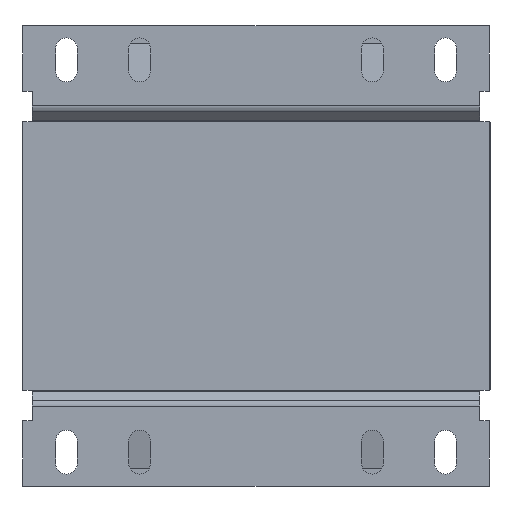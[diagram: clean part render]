
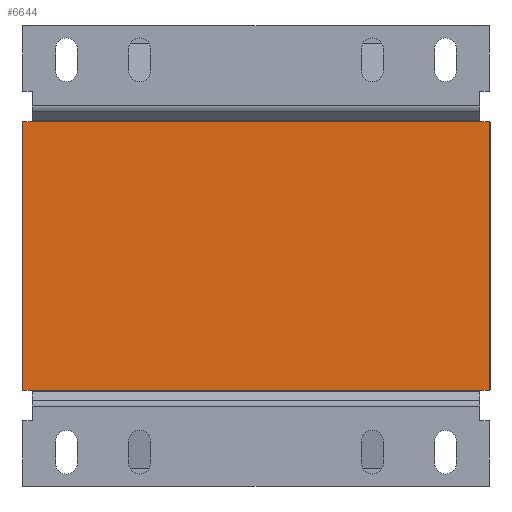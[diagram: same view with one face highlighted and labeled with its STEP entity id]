
A CAD part, front view. The second image highlights one B-rep face of the part: STEP entity #6644.
In plain terms, the highlighted planar face has unit normal (0, -1, 0).
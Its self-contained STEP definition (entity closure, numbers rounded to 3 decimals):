
#109 = VECTOR ( 'NONE', #1084, 1000. ) ;
#133 = LINE ( 'NONE', #5888, #6213 ) ;
#286 = DIRECTION ( 'NONE',  ( 1., 0., 0. ) ) ;
#639 = CARTESIAN_POINT ( 'NONE',  ( 91.75, -82.5, -55. ) ) ;
#661 = CARTESIAN_POINT ( 'NONE',  ( -91.75, -82.5, 55. ) ) ;
#766 = CARTESIAN_POINT ( 'NONE',  ( 95.75, -82.5, 55. ) ) ;
#770 = EDGE_LOOP ( 'NONE', ( #7567, #822, #3917, #8945, #6027, #3700, #1206, #2521 ) ) ;
#822 = ORIENTED_EDGE ( 'NONE', *, *, #2702, .T. ) ;
#855 = VECTOR ( 'NONE', #5690, 1000. ) ;
#1084 = DIRECTION ( 'NONE',  ( 0., 0., 1. ) ) ;
#1120 = DIRECTION ( 'NONE',  ( 1., 0., 0. ) ) ;
#1206 = ORIENTED_EDGE ( 'NONE', *, *, #8363, .F. ) ;
#1445 = DIRECTION ( 'NONE',  ( -1., 0., 0. ) ) ;
#1560 = LINE ( 'NONE', #7877, #6050 ) ;
#2415 = DIRECTION ( 'NONE',  ( -1., 0., 0. ) ) ;
#2445 = VECTOR ( 'NONE', #2415, 1000. ) ;
#2521 = ORIENTED_EDGE ( 'NONE', *, *, #5285, .T. ) ;
#2563 = DIRECTION ( 'NONE',  ( 0., 0., 1. ) ) ;
#2702 = EDGE_CURVE ( 'Defeature ausgef�hrt1_100+Defeature ausgef�hrt1_97+Defeature ausgef�hrt1_122+Defeature ausgef�hrt1_96', #2883, #9942, #8146, .T. ) ;
#2883 = VERTEX_POINT ( 'NONE', #3966 ) ;
#2934 = LINE ( 'NONE', #3390, #109 ) ;
#3332 = CARTESIAN_POINT ( 'NONE',  ( 95.75, -82.5, 55. ) ) ;
#3390 = CARTESIAN_POINT ( 'NONE',  ( -95.75, -82.5, 96. ) ) ;
#3416 = VECTOR ( 'NONE', #5175, 1000. ) ;
#3700 = ORIENTED_EDGE ( 'NONE', *, *, #4447, .T. ) ;
#3917 = ORIENTED_EDGE ( 'NONE', *, *, #8258, .F. ) ;
#3966 = CARTESIAN_POINT ( 'NONE',  ( -91.75, -82.5, 55. ) ) ;
#4129 = EDGE_CURVE ( 'Defeature ausgef�hrt1_100+Defeature ausgef�hrt1_102+Defeature ausgef�hrt1_96+Defeature ausgef�hrt1_105', #8636, #5576, #8229, .T. ) ;
#4131 = PLANE ( 'NONE',  #6947 ) ;
#4447 = EDGE_CURVE ( 'Defeature ausgef�hrt1_100+Defeature ausgef�hrt1_101+Defeature ausgef�hrt1_105+Defeature ausgef�hrt1_99', #9151, #4595, #133, .T. ) ;
#4550 = CARTESIAN_POINT ( 'NONE',  ( 95.75, -82.5, -55. ) ) ;
#4595 = VERTEX_POINT ( 'NONE', #4550 ) ;
#4808 = LINE ( 'NONE', #8986, #855 ) ;
#4885 = CARTESIAN_POINT ( 'NONE',  ( -95.75, -82.5, -55. ) ) ;
#4926 = CARTESIAN_POINT ( 'NONE',  ( 0., -82.5, 0. ) ) ;
#4941 = VERTEX_POINT ( 'NONE', #8226 ) ;
#5175 = DIRECTION ( 'NONE',  ( 0., 0., -1. ) ) ;
#5285 = EDGE_CURVE ( 'Defeature ausgef�hrt1_100+Defeature ausgef�hrt1_98+Defeature ausgef�hrt1_99+Defeature ausgef�hrt1_122', #9330, #4941, #7957, .T. ) ;
#5576 = VERTEX_POINT ( 'NONE', #9864 ) ;
#5690 = DIRECTION ( 'NONE',  ( -1., 0., 0. ) ) ;
#5726 = EDGE_CURVE ( 'Defeature ausgef�hrt1_122+Defeature ausgef�hrt1_100+Defeature ausgef�hrt1_120+Defeature ausgef�hrt1_121', #2883, #4941, #1560, .T. ) ;
#5762 = VECTOR ( 'NONE', #1445, 1000. ) ;
#5888 = CARTESIAN_POINT ( 'NONE',  ( 95.75, -82.5, -55. ) ) ;
#5930 = LINE ( 'NONE', #9888, #3416 ) ;
#6027 = ORIENTED_EDGE ( 'NONE', *, *, #7700, .F. ) ;
#6050 = VECTOR ( 'NONE', #6990, 1000. ) ;
#6098 = VECTOR ( 'NONE', #286, 1000. ) ;
#6213 = VECTOR ( 'NONE', #1120, 1000. ) ;
#6644 = ADVANCED_FACE ( 'Defeature ausgef�hrt1_100', ( #6750 ), #4131, .F. ) ;
#6750 = FACE_OUTER_BOUND ( 'NONE', #770, .T. ) ;
#6947 = AXIS2_PLACEMENT_3D ( 'NONE', #4926, #7364, #2563 ) ;
#6990 = DIRECTION ( 'NONE',  ( 1., 0., 0. ) ) ;
#7115 = CARTESIAN_POINT ( 'NONE',  ( -95.75, -82.5, 55. ) ) ;
#7364 = DIRECTION ( 'NONE',  ( 0., 1., 0. ) ) ;
#7567 = ORIENTED_EDGE ( 'NONE', *, *, #5726, .F. ) ;
#7700 = EDGE_CURVE ( 'Defeature ausgef�hrt1_105+Defeature ausgef�hrt1_100+Defeature ausgef�hrt1_103+Defeature ausgef�hrt1_104', #9151, #5576, #4808, .T. ) ;
#7877 = CARTESIAN_POINT ( 'NONE',  ( 0., -82.5, 55. ) ) ;
#7957 = LINE ( 'NONE', #766, #2445 ) ;
#8146 = LINE ( 'NONE', #661, #5762 ) ;
#8226 = CARTESIAN_POINT ( 'NONE',  ( 91.75, -82.5, 55. ) ) ;
#8229 = LINE ( 'NONE', #8245, #6098 ) ;
#8245 = CARTESIAN_POINT ( 'NONE',  ( -91.75, -82.5, -55. ) ) ;
#8258 = EDGE_CURVE ( 'Defeature ausgef�hrt1_96+Defeature ausgef�hrt1_100+Defeature ausgef�hrt1_102+Defeature ausgef�hrt1_97', #8636, #9942, #2934, .T. ) ;
#8363 = EDGE_CURVE ( 'Defeature ausgef�hrt1_99+Defeature ausgef�hrt1_100+Defeature ausgef�hrt1_98+Defeature ausgef�hrt1_101', #9330, #4595, #5930, .T. ) ;
#8636 = VERTEX_POINT ( 'NONE', #4885 ) ;
#8945 = ORIENTED_EDGE ( 'NONE', *, *, #4129, .T. ) ;
#8986 = CARTESIAN_POINT ( 'NONE',  ( 0., -82.5, -55. ) ) ;
#9151 = VERTEX_POINT ( 'NONE', #639 ) ;
#9330 = VERTEX_POINT ( 'NONE', #3332 ) ;
#9864 = CARTESIAN_POINT ( 'NONE',  ( -91.75, -82.5, -55. ) ) ;
#9888 = CARTESIAN_POINT ( 'NONE',  ( 95.75, -82.5, 96. ) ) ;
#9942 = VERTEX_POINT ( 'NONE', #7115 ) ;
